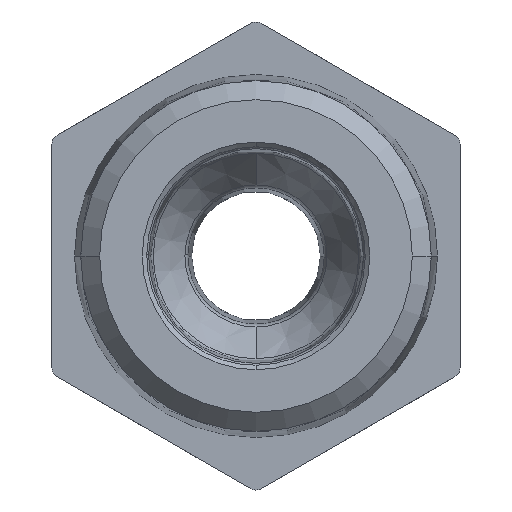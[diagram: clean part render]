
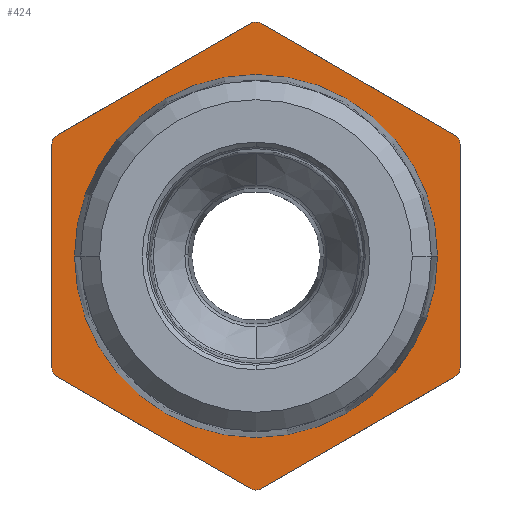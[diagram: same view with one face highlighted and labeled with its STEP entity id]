
A CAD part, front view. The second image highlights one B-rep face of the part: STEP entity #424.
In plain terms, the highlighted planar face has unit normal (0, -1, 0).
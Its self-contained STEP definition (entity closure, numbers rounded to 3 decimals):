
#424=ADVANCED_FACE('',(#989,#990),#991,.F.);
#989=FACE_OUTER_BOUND('',#1773,.T.);
#990=FACE_BOUND('',#1774,.T.);
#991=PLANE('',#1775);
#1773=EDGE_LOOP('',(#3558,#3559,#3560,#3561,#3562,#3563,#3564,#3565,#3566,#3567,#3568,#3569));
#1774=EDGE_LOOP('',(#3570,#3571));
#1775=AXIS2_PLACEMENT_3D('',#3572,#3573,#3574);
#3558=ORIENTED_EDGE('',*,*,#5383,.T.);
#3559=ORIENTED_EDGE('',*,*,#5384,.F.);
#3560=ORIENTED_EDGE('',*,*,#5385,.T.);
#3561=ORIENTED_EDGE('',*,*,#5386,.F.);
#3562=ORIENTED_EDGE('',*,*,#5387,.T.);
#3563=ORIENTED_EDGE('',*,*,#5388,.F.);
#3564=ORIENTED_EDGE('',*,*,#5389,.T.);
#3565=ORIENTED_EDGE('',*,*,#5390,.F.);
#3566=ORIENTED_EDGE('',*,*,#5391,.T.);
#3567=ORIENTED_EDGE('',*,*,#5392,.F.);
#3568=ORIENTED_EDGE('',*,*,#5393,.T.);
#3569=ORIENTED_EDGE('',*,*,#5260,.F.);
#3570=ORIENTED_EDGE('',*,*,#5394,.F.);
#3571=ORIENTED_EDGE('',*,*,#5395,.F.);
#3572=CARTESIAN_POINT('',(0.0,0.0,0.0));
#3573=DIRECTION('',(0.0,1.0,0.0));
#3574=DIRECTION('',(1.0,0.0,-0.0));
#5260=EDGE_CURVE('',#6351,#6353,#6354,.T.);
#5383=EDGE_CURVE('',#6351,#6545,#6546,.T.);
#5384=EDGE_CURVE('',#6547,#6545,#6548,.T.);
#5385=EDGE_CURVE('',#6547,#6549,#6550,.T.);
#5386=EDGE_CURVE('',#6551,#6549,#6552,.T.);
#5387=EDGE_CURVE('',#6551,#6553,#6554,.T.);
#5388=EDGE_CURVE('',#6555,#6553,#6556,.T.);
#5389=EDGE_CURVE('',#6555,#6557,#6558,.T.);
#5390=EDGE_CURVE('',#6559,#6557,#6560,.T.);
#5391=EDGE_CURVE('',#6559,#6561,#6562,.T.);
#5392=EDGE_CURVE('',#6563,#6561,#6564,.T.);
#5393=EDGE_CURVE('',#6563,#6353,#6565,.T.);
#5394=EDGE_CURVE('',#6566,#6567,#6568,.T.);
#5395=EDGE_CURVE('',#6567,#6566,#6569,.T.);
#6351=VERTEX_POINT('',#7911);
#6353=VERTEX_POINT('',#7914);
#6354=LINE('',#7915,#7916);
#6545=VERTEX_POINT('',#8279);
#6546=CIRCLE('',#8280,0.5);
#6547=VERTEX_POINT('',#8281);
#6548=LINE('',#8282,#8283);
#6549=VERTEX_POINT('',#8284);
#6550=CIRCLE('',#8285,0.5);
#6551=VERTEX_POINT('',#8286);
#6552=LINE('',#8287,#8288);
#6553=VERTEX_POINT('',#8289);
#6554=CIRCLE('',#8290,0.5);
#6555=VERTEX_POINT('',#8291);
#6556=LINE('',#8292,#8293);
#6557=VERTEX_POINT('',#8294);
#6558=CIRCLE('',#8295,0.5);
#6559=VERTEX_POINT('',#8296);
#6560=LINE('',#8297,#8298);
#6561=VERTEX_POINT('',#8299);
#6562=CIRCLE('',#8300,0.5);
#6563=VERTEX_POINT('',#8301);
#6564=LINE('',#8302,#8303);
#6565=CIRCLE('',#8304,0.5);
#6566=VERTEX_POINT('',#8305);
#6567=VERTEX_POINT('',#8306);
#6568=CIRCLE('',#8307,8.447);
#6569=CIRCLE('',#8308,8.447);
#7911=CARTESIAN_POINT('',(0.25,0.0,10.825));
#7914=CARTESIAN_POINT('',(9.25,0.0,5.629));
#7915=CARTESIAN_POINT('',(0.25,0.0,10.825));
#7916=VECTOR('',#9746,10.392);
#8279=CARTESIAN_POINT('',(-0.25,0.0,10.825));
#8280=AXIS2_PLACEMENT_3D('',#9885,#9886,#9887);
#8281=CARTESIAN_POINT('',(-9.25,0.0,5.629));
#8282=CARTESIAN_POINT('',(-9.25,0.0,5.629));
#8283=VECTOR('',#9888,10.392);
#8284=CARTESIAN_POINT('',(-9.5,0.0,5.196));
#8285=AXIS2_PLACEMENT_3D('',#9889,#9890,#9891);
#8286=CARTESIAN_POINT('',(-9.5,0.0,-5.196));
#8287=CARTESIAN_POINT('',(-9.5,0.0,-5.196));
#8288=VECTOR('',#9892,10.392);
#8289=CARTESIAN_POINT('',(-9.25,0.0,-5.629));
#8290=AXIS2_PLACEMENT_3D('',#9893,#9894,#9895);
#8291=CARTESIAN_POINT('',(-0.25,0.0,-10.825));
#8292=CARTESIAN_POINT('',(-0.25,0.0,-10.825));
#8293=VECTOR('',#9896,10.392);
#8294=CARTESIAN_POINT('',(0.25,0.0,-10.825));
#8295=AXIS2_PLACEMENT_3D('',#9897,#9898,#9899);
#8296=CARTESIAN_POINT('',(9.25,0.0,-5.629));
#8297=CARTESIAN_POINT('',(9.25,0.0,-5.629));
#8298=VECTOR('',#9900,10.392);
#8299=CARTESIAN_POINT('',(9.5,0.0,-5.196));
#8300=AXIS2_PLACEMENT_3D('',#9901,#9902,#9903);
#8301=CARTESIAN_POINT('',(9.5,0.0,5.196));
#8302=CARTESIAN_POINT('',(9.5,0.0,5.196));
#8303=VECTOR('',#9904,10.392);
#8304=AXIS2_PLACEMENT_3D('',#9905,#9906,#9907);
#8305=CARTESIAN_POINT('',(-8.447,0.0,0.0));
#8306=CARTESIAN_POINT('',(8.447,0.,0.));
#8307=AXIS2_PLACEMENT_3D('',#9908,#9909,#9910);
#8308=AXIS2_PLACEMENT_3D('',#9911,#9912,#9913);
#9746=DIRECTION('',(0.866,0.0,-0.5));
#9885=CARTESIAN_POINT('',(0.0,0.0,10.392));
#9886=DIRECTION('',(0.0,-1.0,0.0));
#9887=DIRECTION('',(0.5,0.0,0.866));
#9888=DIRECTION('',(0.866,0.0,0.5));
#9889=CARTESIAN_POINT('',(-9.0,0.0,5.196));
#9890=DIRECTION('',(0.0,-1.0,0.0));
#9891=DIRECTION('',(-0.5,0.0,0.866));
#9892=DIRECTION('',(0.0,0.0,1.0));
#9893=CARTESIAN_POINT('',(-9.0,0.0,-5.196));
#9894=DIRECTION('',(0.0,-1.0,0.0));
#9895=DIRECTION('',(-1.0,0.0,0.0));
#9896=DIRECTION('',(-0.866,0.0,0.5));
#9897=CARTESIAN_POINT('',(0.0,0.0,-10.392));
#9898=DIRECTION('',(0.0,-1.0,-0.0));
#9899=DIRECTION('',(-0.5,0.0,-0.866));
#9900=DIRECTION('',(-0.866,0.0,-0.5));
#9901=CARTESIAN_POINT('',(9.0,0.0,-5.196));
#9902=DIRECTION('',(0.0,-1.0,0.0));
#9903=DIRECTION('',(0.5,0.0,-0.866));
#9904=DIRECTION('',(0.0,0.0,-1.0));
#9905=CARTESIAN_POINT('',(9.0,0.0,5.196));
#9906=DIRECTION('',(0.0,-1.0,0.0));
#9907=DIRECTION('',(1.0,0.0,0.0));
#9908=CARTESIAN_POINT('',(0.0,0.,0.0));
#9909=DIRECTION('',(0.0,-1.0,0.0));
#9910=DIRECTION('',(1.0,0.0,0.0));
#9911=CARTESIAN_POINT('',(0.0,0.,0.0));
#9912=DIRECTION('',(0.0,-1.0,0.0));
#9913=DIRECTION('',(1.0,0.0,0.0));
